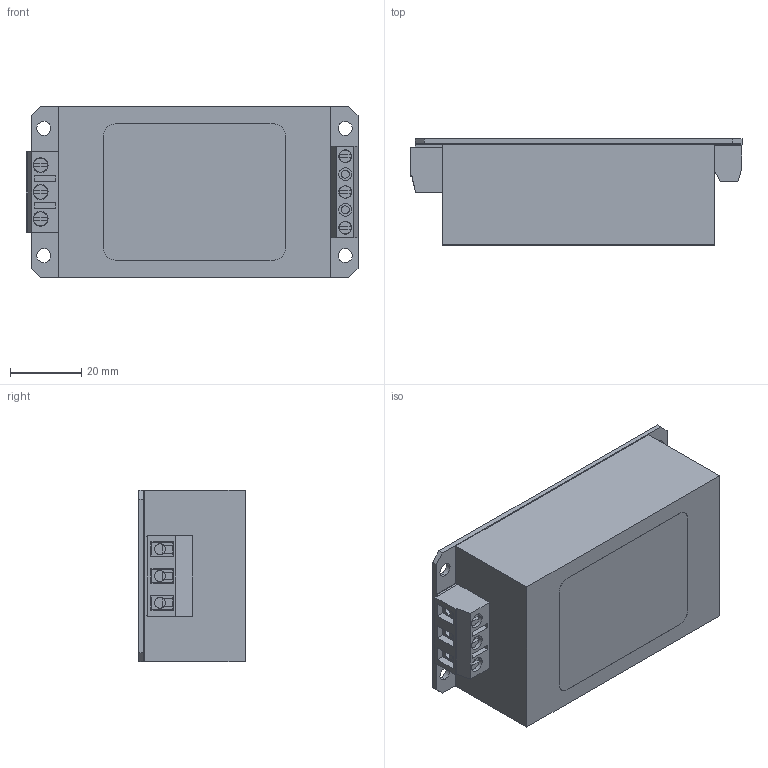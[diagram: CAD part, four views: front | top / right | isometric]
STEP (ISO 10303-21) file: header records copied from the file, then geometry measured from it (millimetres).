
FILE_DESCRIPTION (( 'STEP AP214' ), '1' );
FILE_NAME ('BP42015.STEP', '2022-04-20T16:08:42', ( '' ), ( '' ), 'SwSTEP 2.0', 'SolidWorks 2020', '' );
FILE_SCHEMA (( 'AUTOMOTIVE_DESIGN' ));
Length unit declared in the file: inch
Products named in the file (14): Label_model_ser_050059035; 860047460; Tape_VHB_15W_TB; 321214000 assembly_web model BP4; ED115_3DS; plate_chassis mount_850450060_15W TB input; 860047935 Rev B_860047937; Round Spacer_#4 .25R,.875L; covers_860047019; 321214000a_15W_web model; Screw 4-40x_25 PHMS_90272A106; BP42015; screw 4 Fl Hd_#4 x .25; 730045025
Assembly tree (16 placements, depth 3):
  BP42015
    860047935 Rev B_860047937
    321214000 assembly_web model BP4
      321214000a_15W_web model
      Round Spacer_#4 .25R,.875L  x2
      Screw 4-40x_25 PHMS_90272A106  x2
    covers_860047019
    ED115_3DS
    730045025
    plate_chassis mount_850450060_15W TB input
    Tape_VHB_15W_TB
    860047460
    screw 4 Fl Hd_#4 x .25  x2
    Label_model_ser_050059035
Bounding box: 92.88 x 29.79 x 48.01 mm (x, y, z)
Volume: 32397.1 mm3; surface area: 59173.4 mm2
Topology: 21 solids, 21 shells, 824 faces, 2207 edges, 1456 vertices
Faces by surface type: cylinder 426, plane 350, cone 30, torus 8, bspline 6, sphere 4
Entity records: 26333 total; most frequent: CARTESIAN_POINT 5207, DIRECTION 3811, ORIENTED_EDGE 3706, EDGE_CURVE 1853, AXIS2_PLACEMENT_3D 1395, VERTEX_POINT 1223, VECTOR 1021, LINE 1021
